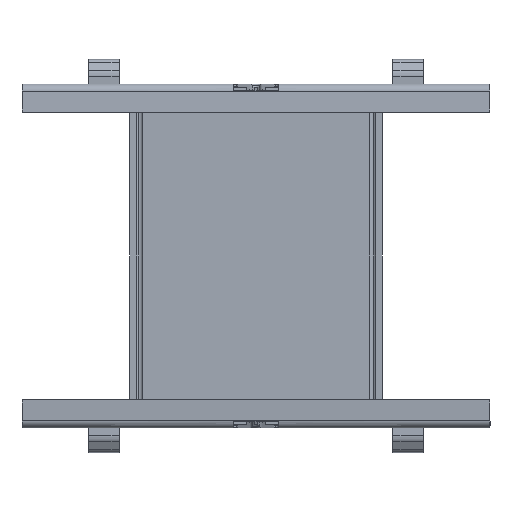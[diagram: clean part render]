
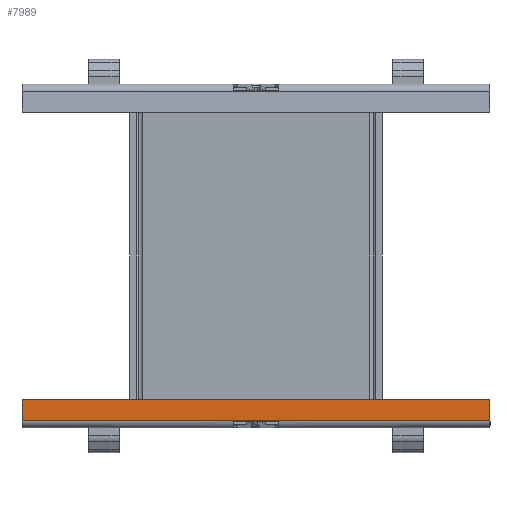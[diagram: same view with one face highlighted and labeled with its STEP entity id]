
A CAD part, front view. The second image highlights one B-rep face of the part: STEP entity #7989.
In plain terms, the highlighted face is planar.
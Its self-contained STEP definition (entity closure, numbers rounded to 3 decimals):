
#225 = CARTESIAN_POINT ( 'NONE',  ( 12., -0.629, 100. ) ) ;
#289 = EDGE_CURVE ( 'NONE', #6277, #9475, #5554, .T. ) ;
#337 = CARTESIAN_POINT ( 'NONE',  ( 3.08, -0.161, 100. ) ) ;
#438 = CARTESIAN_POINT ( 'NONE',  ( 12., -0.629, 100. ) ) ;
#485 = DIRECTION ( 'NONE',  ( 0., 0., -1. ) ) ;
#821 = CARTESIAN_POINT ( 'NONE',  ( 12., -0.629, 100. ) ) ;
#1035 = AXIS2_PLACEMENT_3D ( 'NONE', #821, #8182, #1894 ) ;
#1068 = VERTEX_POINT ( 'NONE', #2624 ) ;
#1489 = DIRECTION ( 'NONE',  ( 0., 0., -1. ) ) ;
#1828 = ORIENTED_EDGE ( 'NONE', *, *, #289, .T. ) ;
#1894 = DIRECTION ( 'NONE',  ( 0.999, -0.052, 0. ) ) ;
#2081 = LINE ( 'NONE', #438, #7303 ) ;
#2393 = CARTESIAN_POINT ( 'NONE',  ( 12., -0.629, -100. ) ) ;
#2624 = CARTESIAN_POINT ( 'NONE',  ( 3.08, -0.161, -100. ) ) ;
#4057 = LINE ( 'NONE', #2393, #12147 ) ;
#5003 = PLANE ( 'NONE',  #1035 ) ;
#5554 = LINE ( 'NONE', #8065, #8363 ) ;
#6086 = CARTESIAN_POINT ( 'NONE',  ( 12., -0.629, -100. ) ) ;
#6277 = VERTEX_POINT ( 'NONE', #225 ) ;
#6853 = EDGE_CURVE ( 'NONE', #6277, #12228, #2081, .T. ) ;
#7303 = VECTOR ( 'NONE', #1489, 1000. ) ;
#7554 = FACE_OUTER_BOUND ( 'NONE', #8206, .T. ) ;
#7564 = DIRECTION ( 'NONE',  ( -0.999, 0.052, 0. ) ) ;
#7989 = ADVANCED_FACE ( 'NONE', ( #7554 ), #5003, .T. ) ;
#8065 = CARTESIAN_POINT ( 'NONE',  ( 12., -0.629, 100. ) ) ;
#8182 = DIRECTION ( 'NONE',  ( -0.052, -0.999, 0. ) ) ;
#8206 = EDGE_LOOP ( 'NONE', ( #9341, #8483, #1828, #11658 ) ) ;
#8259 = EDGE_CURVE ( 'NONE', #9475, #1068, #12707, .T. ) ;
#8363 = VECTOR ( 'NONE', #13344, 1000. ) ;
#8483 = ORIENTED_EDGE ( 'NONE', *, *, #6853, .F. ) ;
#9341 = ORIENTED_EDGE ( 'NONE', *, *, #11926, .F. ) ;
#9475 = VERTEX_POINT ( 'NONE', #337 ) ;
#9870 = VECTOR ( 'NONE', #485, 1000. ) ;
#11658 = ORIENTED_EDGE ( 'NONE', *, *, #8259, .T. ) ;
#11926 = EDGE_CURVE ( 'NONE', #12228, #1068, #4057, .T. ) ;
#12147 = VECTOR ( 'NONE', #7564, 1000. ) ;
#12228 = VERTEX_POINT ( 'NONE', #6086 ) ;
#12707 = LINE ( 'NONE', #13123, #9870 ) ;
#13123 = CARTESIAN_POINT ( 'NONE',  ( 3.08, -0.161, 100. ) ) ;
#13344 = DIRECTION ( 'NONE',  ( -0.999, 0.052, 0. ) ) ;
